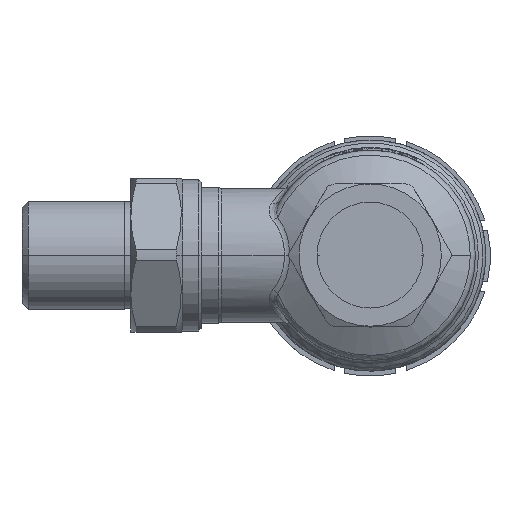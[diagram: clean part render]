
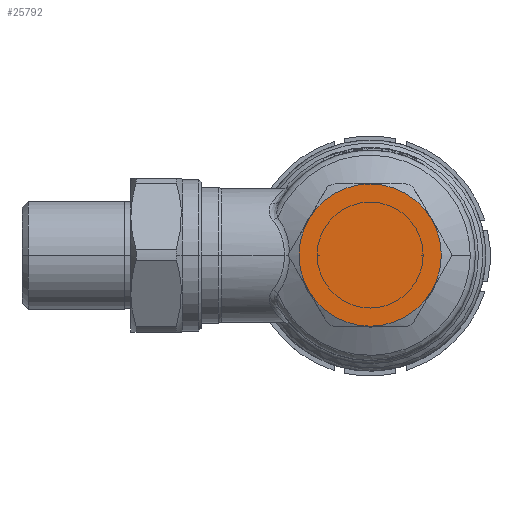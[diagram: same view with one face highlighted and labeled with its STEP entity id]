
A CAD part, top view. The second image highlights one B-rep face of the part: STEP entity #25792.
In plain terms, the highlighted planar face has unit normal (0, 0, 1).
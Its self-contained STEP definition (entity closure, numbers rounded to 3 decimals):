
#3240=CARTESIAN_POINT('',(-11.994,-6.925,33.));
#3286=CARTESIAN_POINT('',(0.,0.,33.));
#3287=DIRECTION('',(0.,0.,1.));
#3288=DIRECTION('',(-0.866,-0.5,0.));
#3289=AXIS2_PLACEMENT_3D('',#3286,#3287,#3288);
#3298=CARTESIAN_POINT('',(0.,-13.85,33.));
#3347=CARTESIAN_POINT('',(0.,0.,33.));
#3348=DIRECTION('',(0.,0.,1.));
#3349=DIRECTION('',(0.,-1.,0.));
#3350=AXIS2_PLACEMENT_3D('',#3347,#3348,#3349);
#3360=CARTESIAN_POINT('',(11.994,-6.925,33.));
#3418=CARTESIAN_POINT('',(0.,0.,33.));
#3419=DIRECTION('',(0.,0.,1.));
#3420=DIRECTION('',(0.866,-0.5,0.));
#3421=AXIS2_PLACEMENT_3D('',#3418,#3419,#3420);
#3435=CARTESIAN_POINT('',(11.994,6.925,33.));
#3481=CARTESIAN_POINT('',(0.,0.,33.));
#3482=DIRECTION('',(0.,0.,-1.));
#3483=DIRECTION('',(0.,1.,0.));
#3484=AXIS2_PLACEMENT_3D('',#3481,#3482,#3483);
#3493=CARTESIAN_POINT('',(0.,13.85,33.));
#3538=CARTESIAN_POINT('',(0.,0.,33.));
#3539=DIRECTION('',(0.,0.,-1.));
#3540=DIRECTION('',(-0.866,0.5,0.));
#3541=AXIS2_PLACEMENT_3D('',#3538,#3539,#3540);
#3551=CARTESIAN_POINT('',(-11.994,6.925,33.));
#3605=CARTESIAN_POINT('',(0.,0.,33.));
#3606=DIRECTION('',(0.,0.,1.));
#3607=DIRECTION('',(-0.866,0.5,0.));
#3608=AXIS2_PLACEMENT_3D('',#3605,#3606,#3607);
#17370=VERTEX_POINT('',#3360);
#17373=VERTEX_POINT('',#3298);
#17376=VERTEX_POINT('',#3240);
#17379=VERTEX_POINT('',#3551);
#17382=VERTEX_POINT('',#3493);
#17385=VERTEX_POINT('',#3435);
#25779=CARTESIAN_POINT('',(0.,0.,33.));
#25780=DIRECTION('',(0.,0.,-1.));
#25781=DIRECTION('',(1.,0.,0.));
#25782=AXIS2_PLACEMENT_3D('',#25779,#25780,#25781);
#25783=PLANE('',#25782);
#25784=ORIENTED_EDGE('',*,*,#24349,.F.);
#25785=ORIENTED_EDGE('',*,*,#24315,.T.);
#25786=ORIENTED_EDGE('',*,*,#24279,.T.);
#25787=ORIENTED_EDGE('',*,*,#24228,.F.);
#25788=ORIENTED_EDGE('',*,*,#24192,.F.);
#25789=ORIENTED_EDGE('',*,*,#24154,.F.);
#25790=EDGE_LOOP('',(#25784,#25785,#25786,#25787,#25788,#25789));
#25791=FACE_OUTER_BOUND('',#25790,.F.);
#3290=CIRCLE('',#3289,13.85);
#3351=CIRCLE('',#3350,13.85);
#3422=CIRCLE('',#3421,13.85);
#3485=CIRCLE('',#3484,13.85);
#3542=CIRCLE('',#3541,13.85);
#3609=CIRCLE('',#3608,13.85);
#24154=EDGE_CURVE('',#17376,#17373,#3290,.T.);
#24192=EDGE_CURVE('',#17373,#17370,#3351,.T.);
#24228=EDGE_CURVE('',#17370,#17385,#3422,.T.);
#24279=EDGE_CURVE('',#17382,#17385,#3485,.T.);
#24315=EDGE_CURVE('',#17379,#17382,#3542,.T.);
#24349=EDGE_CURVE('',#17379,#17376,#3609,.T.);
#25792=ADVANCED_FACE('',(#25791),#25783,.F.);
